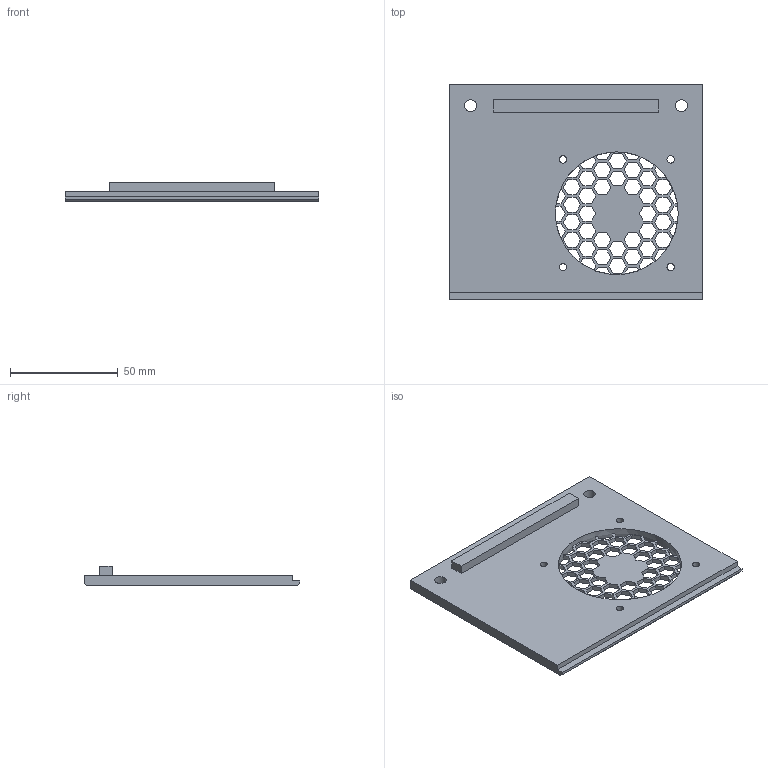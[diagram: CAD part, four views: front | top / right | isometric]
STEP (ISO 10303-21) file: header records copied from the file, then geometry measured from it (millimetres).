
FILE_DESCRIPTION(('FreeCAD Model'),'2;1');
FILE_NAME('Open CASCADE Shape Model','2025-06-02T05:10:33',('FreeCAD'),( 'FreeCAD'),'Open CASCADE STEP processor 7.7','FreeCAD','Unknown');
FILE_SCHEMA(('AUTOMOTIVE_DESIGN { 1 0 10303 214 1 1 1 1 }'));
Length unit declared in the file: millimetre
Products named in the file (1): Open CASCADE STEP translator 7.7 35
Bounding box: 117.83 x 100 x 8.95 mm (x, y, z)
Volume: 46303.7 mm3; surface area: 25829.9 mm2
Topology: 1 solids, 1 shells, 268 faces, 846 edges, 564 vertices
Faces by surface type: plane 261, cylinder 7
Full cylindrical faces by diameter (mm): 3.4 x4, 5.5 x2, 57 x1
Entity records: 9446 total; most frequent: ORIENTED_EDGE 1692, CARTESIAN_POINT 1679, DIRECTION 1434, EDGE_CURVE 846, LINE 796, VECTOR 796, VERTEX_POINT 564, FACE_BOUND 360
